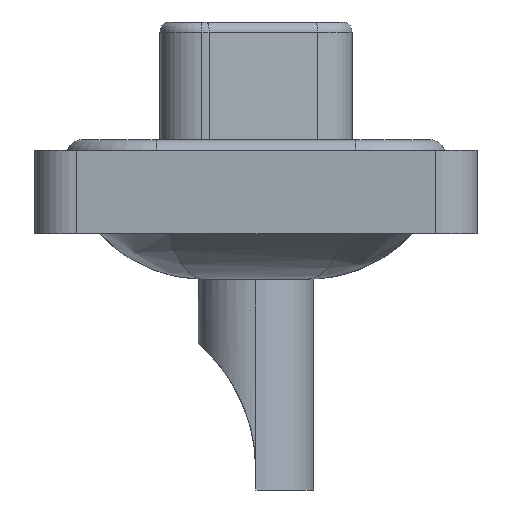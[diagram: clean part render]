
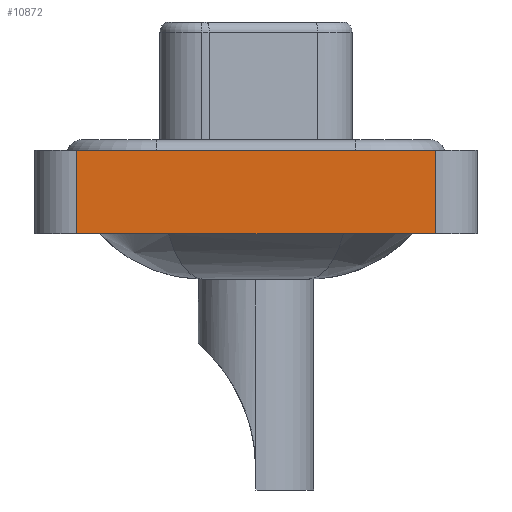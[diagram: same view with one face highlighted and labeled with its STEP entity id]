
A CAD part, left-side view. The second image highlights one B-rep face of the part: STEP entity #10872.
In plain terms, the highlighted planar face has unit normal (-1, 0, 0).
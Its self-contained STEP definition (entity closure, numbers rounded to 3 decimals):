
#778 = DIRECTION ( 'NONE',  ( 0., 0., 1. ) ) ;
#948 = ORIENTED_EDGE ( 'NONE', *, *, #9937, .T. ) ;
#1554 = ORIENTED_EDGE ( 'NONE', *, *, #17254, .F. ) ;
#1593 = ORIENTED_EDGE ( 'NONE', *, *, #10634, .T. ) ;
#1656 = LINE ( 'NONE', #10527, #13821 ) ;
#3021 = DIRECTION ( 'NONE',  ( 0., -1., 0. ) ) ;
#4207 = CARTESIAN_POINT ( 'NONE',  ( -7.3, 8.55, -3.6 ) ) ;
#4954 = VERTEX_POINT ( 'NONE', #12713 ) ;
#5249 = LINE ( 'NONE', #6831, #18489 ) ;
#5595 = LINE ( 'NONE', #4207, #15492 ) ;
#5655 = DIRECTION ( 'NONE',  ( 0., -1., 0. ) ) ;
#6548 = VERTEX_POINT ( 'NONE', #7390 ) ;
#6830 = VECTOR ( 'NONE', #15153, 1000. ) ;
#6831 = CARTESIAN_POINT ( 'NONE',  ( -7.3, -8.55, -3.6 ) ) ;
#7390 = CARTESIAN_POINT ( 'NONE',  ( -7.3, 8.55, -3.6 ) ) ;
#8562 = DIRECTION ( 'NONE',  ( -1., 0., 0. ) ) ;
#9396 = CARTESIAN_POINT ( 'NONE',  ( -7.3, -8.55, -3.6 ) ) ;
#9937 = EDGE_CURVE ( 'NONE', #6548, #18711, #5249, .T. ) ;
#10059 = FACE_OUTER_BOUND ( 'NONE', #16992, .T. ) ;
#10527 = CARTESIAN_POINT ( 'NONE',  ( -7.3, -8.55, 0.4 ) ) ;
#10634 = EDGE_CURVE ( 'NONE', #18711, #17431, #15536, .T. ) ;
#10872 = ADVANCED_FACE ( 'NONE', ( #10059 ), #12683, .T. ) ;
#11787 = CARTESIAN_POINT ( 'NONE',  ( -7.3, -8.55, 0.4 ) ) ;
#12175 = AXIS2_PLACEMENT_3D ( 'NONE', #16049, #8562, #778 ) ;
#12683 = PLANE ( 'NONE',  #12175 ) ;
#12713 = CARTESIAN_POINT ( 'NONE',  ( -7.3, 8.55, 0.4 ) ) ;
#13821 = VECTOR ( 'NONE', #3021, 1000. ) ;
#14636 = ORIENTED_EDGE ( 'NONE', *, *, #16821, .F. ) ;
#15153 = DIRECTION ( 'NONE',  ( 0., 0., 1. ) ) ;
#15492 = VECTOR ( 'NONE', #15830, 1000. ) ;
#15536 = LINE ( 'NONE', #16626, #6830 ) ;
#15830 = DIRECTION ( 'NONE',  ( 0., 0., 1. ) ) ;
#16049 = CARTESIAN_POINT ( 'NONE',  ( -7.3, -8.55, -3.6 ) ) ;
#16626 = CARTESIAN_POINT ( 'NONE',  ( -7.3, -8.55, -3.6 ) ) ;
#16821 = EDGE_CURVE ( 'NONE', #4954, #17431, #1656, .T. ) ;
#16992 = EDGE_LOOP ( 'NONE', ( #1593, #14636, #1554, #948 ) ) ;
#17254 = EDGE_CURVE ( 'NONE', #6548, #4954, #5595, .T. ) ;
#17431 = VERTEX_POINT ( 'NONE', #11787 ) ;
#18489 = VECTOR ( 'NONE', #5655, 1000. ) ;
#18711 = VERTEX_POINT ( 'NONE', #9396 ) ;
